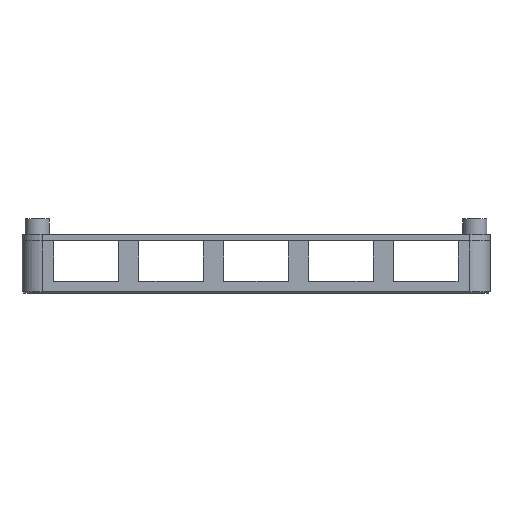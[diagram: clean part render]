
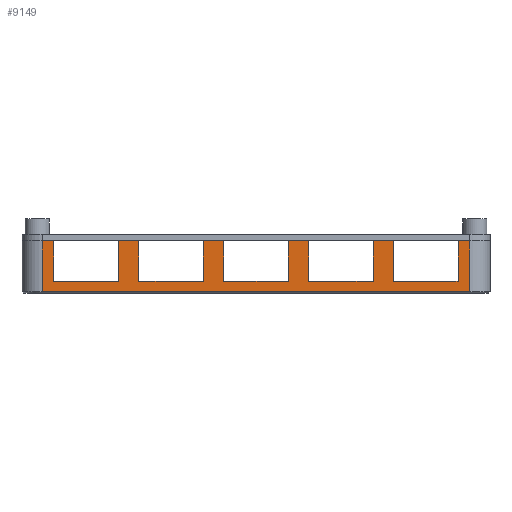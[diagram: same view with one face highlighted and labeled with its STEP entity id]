
A CAD part, left-side view. The second image highlights one B-rep face of the part: STEP entity #9149.
In plain terms, the highlighted planar face has unit normal (-1, 0, 0).
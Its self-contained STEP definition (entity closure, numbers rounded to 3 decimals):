
#533=FACE_OUTER_BOUND('',#987,.T.);
#987=EDGE_LOOP('',(#6401,#6402,#6403,#6404,#6405,#6406,#6407,#6408,#6409,
#6410,#6411,#6412,#6413,#6414,#6415,#6416,#6417,#6418,#6419,#6420,#6421,
#6422,#6423,#6424));
#1471=LINE('',#12620,#2623);
#1475=LINE('',#12629,#2627);
#1479=LINE('',#12638,#2631);
#1483=LINE('',#12647,#2635);
#1487=LINE('',#12656,#2639);
#1491=LINE('',#12665,#2643);
#1495=LINE('',#12674,#2647);
#1499=LINE('',#12683,#2651);
#1503=LINE('',#12692,#2655);
#1507=LINE('',#12701,#2659);
#1781=LINE('',#13257,#2933);
#1782=LINE('',#13259,#2934);
#1783=LINE('',#13261,#2935);
#1784=LINE('',#13263,#2936);
#1785=LINE('',#13264,#2937);
#1786=LINE('',#13265,#2938);
#1787=LINE('',#13266,#2939);
#1788=LINE('',#13267,#2940);
#1789=LINE('',#13268,#2941);
#1790=LINE('',#13269,#2942);
#1791=LINE('',#13270,#2943);
#1792=LINE('',#13271,#2944);
#1793=LINE('',#13272,#2945);
#1794=LINE('',#13273,#2946);
#2623=VECTOR('',#10172,10.);
#2627=VECTOR('',#10178,10.);
#2631=VECTOR('',#10184,10.);
#2635=VECTOR('',#10190,10.);
#2639=VECTOR('',#10196,10.);
#2643=VECTOR('',#10202,10.);
#2647=VECTOR('',#10208,10.);
#2651=VECTOR('',#10214,10.);
#2655=VECTOR('',#10220,10.);
#2659=VECTOR('',#10226,10.);
#2933=VECTOR('',#10678,10.);
#2934=VECTOR('',#10679,10.);
#2935=VECTOR('',#10680,10.);
#2936=VECTOR('',#10681,10.);
#2937=VECTOR('',#10682,10.);
#2938=VECTOR('',#10683,10.);
#2939=VECTOR('',#10684,10.);
#2940=VECTOR('',#10685,10.);
#2941=VECTOR('',#10686,10.);
#2942=VECTOR('',#10687,10.);
#2943=VECTOR('',#10688,10.);
#2944=VECTOR('',#10689,10.);
#2945=VECTOR('',#10690,10.);
#2946=VECTOR('',#10691,10.);
#3775=VERTEX_POINT('',#12617);
#3776=VERTEX_POINT('',#12619);
#3779=VERTEX_POINT('',#12626);
#3780=VERTEX_POINT('',#12628);
#3783=VERTEX_POINT('',#12635);
#3784=VERTEX_POINT('',#12637);
#3787=VERTEX_POINT('',#12644);
#3788=VERTEX_POINT('',#12646);
#3791=VERTEX_POINT('',#12653);
#3792=VERTEX_POINT('',#12655);
#3795=VERTEX_POINT('',#12662);
#3796=VERTEX_POINT('',#12664);
#3799=VERTEX_POINT('',#12671);
#3800=VERTEX_POINT('',#12673);
#3803=VERTEX_POINT('',#12680);
#3804=VERTEX_POINT('',#12682);
#3807=VERTEX_POINT('',#12689);
#3808=VERTEX_POINT('',#12691);
#3811=VERTEX_POINT('',#12698);
#3812=VERTEX_POINT('',#12700);
#4005=VERTEX_POINT('',#13256);
#4006=VERTEX_POINT('',#13258);
#4007=VERTEX_POINT('',#13260);
#4008=VERTEX_POINT('',#13262);
#4667=EDGE_CURVE('',#3776,#3775,#1471,.T.);
#4671=EDGE_CURVE('',#3780,#3779,#1475,.T.);
#4675=EDGE_CURVE('',#3784,#3783,#1479,.T.);
#4679=EDGE_CURVE('',#3788,#3787,#1483,.T.);
#4683=EDGE_CURVE('',#3792,#3791,#1487,.T.);
#4687=EDGE_CURVE('',#3796,#3795,#1491,.T.);
#4691=EDGE_CURVE('',#3800,#3799,#1495,.T.);
#4695=EDGE_CURVE('',#3804,#3803,#1499,.T.);
#4699=EDGE_CURVE('',#3808,#3807,#1503,.T.);
#4703=EDGE_CURVE('',#3812,#3811,#1507,.T.);
#4977=EDGE_CURVE('',#4005,#3811,#1781,.T.);
#4978=EDGE_CURVE('',#4006,#4005,#1782,.T.);
#4979=EDGE_CURVE('',#4007,#4006,#1783,.T.);
#4980=EDGE_CURVE('',#4008,#4007,#1784,.T.);
#4981=EDGE_CURVE('',#3776,#4008,#1785,.T.);
#4982=EDGE_CURVE('',#3775,#3780,#1786,.T.);
#4983=EDGE_CURVE('',#3784,#3779,#1787,.T.);
#4984=EDGE_CURVE('',#3783,#3788,#1788,.T.);
#4985=EDGE_CURVE('',#3792,#3787,#1789,.T.);
#4986=EDGE_CURVE('',#3791,#3796,#1790,.T.);
#4987=EDGE_CURVE('',#3800,#3795,#1791,.T.);
#4988=EDGE_CURVE('',#3799,#3804,#1792,.T.);
#4989=EDGE_CURVE('',#3808,#3803,#1793,.T.);
#4990=EDGE_CURVE('',#3807,#3812,#1794,.T.);
#6401=ORIENTED_EDGE('',*,*,#4977,.F.);
#6402=ORIENTED_EDGE('',*,*,#4978,.F.);
#6403=ORIENTED_EDGE('',*,*,#4979,.F.);
#6404=ORIENTED_EDGE('',*,*,#4980,.F.);
#6405=ORIENTED_EDGE('',*,*,#4981,.F.);
#6406=ORIENTED_EDGE('',*,*,#4667,.T.);
#6407=ORIENTED_EDGE('',*,*,#4982,.T.);
#6408=ORIENTED_EDGE('',*,*,#4671,.T.);
#6409=ORIENTED_EDGE('',*,*,#4983,.F.);
#6410=ORIENTED_EDGE('',*,*,#4675,.T.);
#6411=ORIENTED_EDGE('',*,*,#4984,.T.);
#6412=ORIENTED_EDGE('',*,*,#4679,.T.);
#6413=ORIENTED_EDGE('',*,*,#4985,.F.);
#6414=ORIENTED_EDGE('',*,*,#4683,.T.);
#6415=ORIENTED_EDGE('',*,*,#4986,.T.);
#6416=ORIENTED_EDGE('',*,*,#4687,.T.);
#6417=ORIENTED_EDGE('',*,*,#4987,.F.);
#6418=ORIENTED_EDGE('',*,*,#4691,.T.);
#6419=ORIENTED_EDGE('',*,*,#4988,.T.);
#6420=ORIENTED_EDGE('',*,*,#4695,.T.);
#6421=ORIENTED_EDGE('',*,*,#4989,.F.);
#6422=ORIENTED_EDGE('',*,*,#4699,.T.);
#6423=ORIENTED_EDGE('',*,*,#4990,.T.);
#6424=ORIENTED_EDGE('',*,*,#4703,.T.);
#8795=PLANE('',#9618);
#9149=ADVANCED_FACE('',(#533),#8795,.T.);
#9618=AXIS2_PLACEMENT_3D('',#13255,#10676,#10677);
#10172=DIRECTION('',(0.,0.,-1.));
#10178=DIRECTION('',(0.,0.,1.));
#10184=DIRECTION('',(0.,0.,-1.));
#10190=DIRECTION('',(0.,0.,1.));
#10196=DIRECTION('',(0.,0.,-1.));
#10202=DIRECTION('',(0.,0.,1.));
#10208=DIRECTION('',(0.,0.,-1.));
#10214=DIRECTION('',(0.,0.,1.));
#10220=DIRECTION('',(0.,0.,-1.));
#10226=DIRECTION('',(0.,0.,1.));
#10676=DIRECTION('center_axis',(-1.,0.,0.));
#10677=DIRECTION('ref_axis',(0.,1.,0.));
#10678=DIRECTION('',(0.,-1.,0.));
#10679=DIRECTION('',(0.,0.,1.));
#10680=DIRECTION('',(0.,1.,0.));
#10681=DIRECTION('',(0.,0.,-1.));
#10682=DIRECTION('',(0.,-1.,0.));
#10683=DIRECTION('',(0.,1.,0.));
#10684=DIRECTION('',(0.,-1.,0.));
#10685=DIRECTION('',(0.,1.,0.));
#10686=DIRECTION('',(0.,-1.,0.));
#10687=DIRECTION('',(0.,1.,0.));
#10688=DIRECTION('',(0.,-1.,0.));
#10689=DIRECTION('',(0.,1.,0.));
#10690=DIRECTION('',(0.,-1.,0.));
#10691=DIRECTION('',(0.,1.,0.));
#12617=CARTESIAN_POINT('',(-66.5,-60.,0.));
#12619=CARTESIAN_POINT('',(-66.5,-60.,12.));
#12620=CARTESIAN_POINT('',(-66.5,-60.,0.));
#12626=CARTESIAN_POINT('',(-66.5,-40.8,12.));
#12628=CARTESIAN_POINT('',(-66.5,-40.8,0.));
#12629=CARTESIAN_POINT('',(-66.5,-40.8,6.));
#12635=CARTESIAN_POINT('',(-66.5,-34.8,0.));
#12637=CARTESIAN_POINT('',(-66.5,-34.8,12.));
#12638=CARTESIAN_POINT('',(-66.5,-34.8,0.));
#12644=CARTESIAN_POINT('',(-66.5,-15.6,12.));
#12646=CARTESIAN_POINT('',(-66.5,-15.6,0.));
#12647=CARTESIAN_POINT('',(-66.5,-15.6,6.));
#12653=CARTESIAN_POINT('',(-66.5,-9.6,0.));
#12655=CARTESIAN_POINT('',(-66.5,-9.6,12.));
#12656=CARTESIAN_POINT('',(-66.5,-9.6,0.));
#12662=CARTESIAN_POINT('',(-66.5,9.6,12.));
#12664=CARTESIAN_POINT('',(-66.5,9.6,0.));
#12665=CARTESIAN_POINT('',(-66.5,9.6,6.));
#12671=CARTESIAN_POINT('',(-66.5,15.6,0.));
#12673=CARTESIAN_POINT('',(-66.5,15.6,12.));
#12674=CARTESIAN_POINT('',(-66.5,15.6,0.));
#12680=CARTESIAN_POINT('',(-66.5,34.8,12.));
#12682=CARTESIAN_POINT('',(-66.5,34.8,0.));
#12683=CARTESIAN_POINT('',(-66.5,34.8,6.));
#12689=CARTESIAN_POINT('',(-66.5,40.8,0.));
#12691=CARTESIAN_POINT('',(-66.5,40.8,12.));
#12692=CARTESIAN_POINT('',(-66.5,40.8,0.));
#12698=CARTESIAN_POINT('',(-66.5,60.,12.));
#12700=CARTESIAN_POINT('',(-66.5,60.,0.));
#12701=CARTESIAN_POINT('',(-66.5,60.,6.));
#13255=CARTESIAN_POINT('Origin',(-66.5,-69.5,0.));
#13256=CARTESIAN_POINT('',(-66.5,63.5,12.));
#13257=CARTESIAN_POINT('',(-66.5,-34.75,12.));
#13258=CARTESIAN_POINT('',(-66.5,63.5,-3.1));
#13259=CARTESIAN_POINT('',(-66.5,63.5,0.));
#13260=CARTESIAN_POINT('',(-66.5,-63.5,-3.1));
#13261=CARTESIAN_POINT('',(-66.5,-34.75,-3.1));
#13262=CARTESIAN_POINT('',(-66.5,-63.5,12.));
#13263=CARTESIAN_POINT('',(-66.5,-63.5,0.));
#13264=CARTESIAN_POINT('',(-66.5,-34.75,12.));
#13265=CARTESIAN_POINT('',(-66.5,-55.15,0.));
#13266=CARTESIAN_POINT('',(-66.5,-34.75,12.));
#13267=CARTESIAN_POINT('',(-66.5,-42.55,0.));
#13268=CARTESIAN_POINT('',(-66.5,-34.75,12.));
#13269=CARTESIAN_POINT('',(-66.5,-29.95,0.));
#13270=CARTESIAN_POINT('',(-66.5,-34.75,12.));
#13271=CARTESIAN_POINT('',(-66.5,-17.35,0.));
#13272=CARTESIAN_POINT('',(-66.5,-34.75,12.));
#13273=CARTESIAN_POINT('',(-66.5,-4.75,0.));
